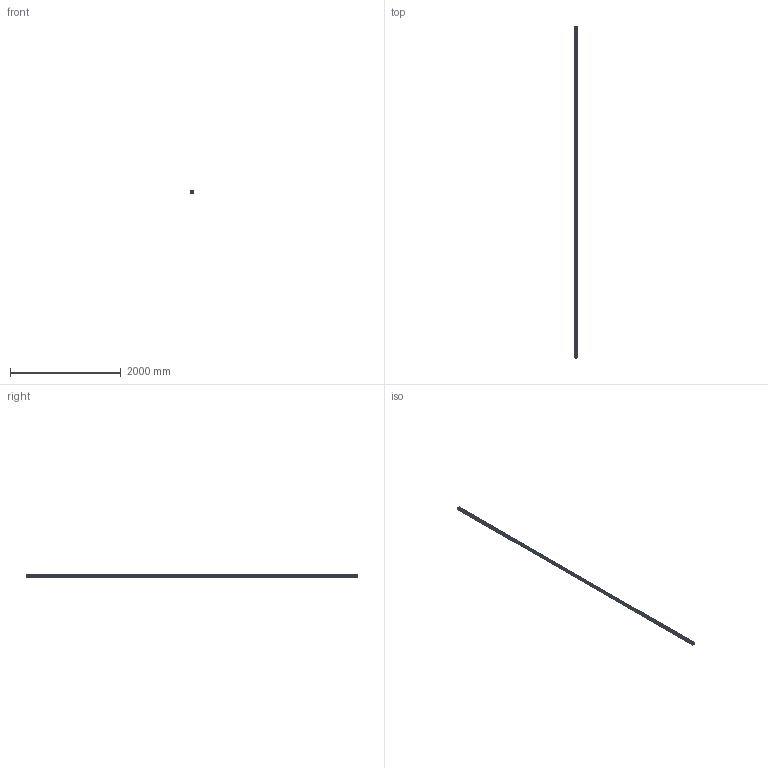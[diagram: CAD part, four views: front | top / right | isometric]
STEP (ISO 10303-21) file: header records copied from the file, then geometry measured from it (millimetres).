
FILE_DESCRIPTION((''),'2;1');
FILE_NAME('646660_ASM','2018-12-05T13:58:09',('tomasz.grudniewski'),(''),'CREO PARAMETRIC BY PTC INC, 2018260','CREO PARAMETRIC BY PTC INC, 2018260','');
FILE_SCHEMA(('CONFIG_CONTROL_DESIGN'));
Length unit declared in the file: millimetre
Products named in the file (2): 643360_PRT; 646660_ASM
Assembly tree (2 placements, depth 2):
  646660_ASM
    643360_PRT  x2
Bounding box: 41 x 6000 x 42 mm (x, y, z)
Volume: 2703933.1 mm3; surface area: 2269023 mm2
Topology: 2 solids, 2 shells, 1068 faces, 3096 edges, 2032 vertices
Faces by surface type: plane 564, cylinder 504
Entity records: 18207 total; most frequent: DIRECTION 3128, CARTESIAN_POINT 3102, ORIENTED_EDGE 3096, EDGE_CURVE 1548, VECTOR 1044, LINE 1044, AXIS2_PLACEMENT_3D 1042, VERTEX_POINT 1016
